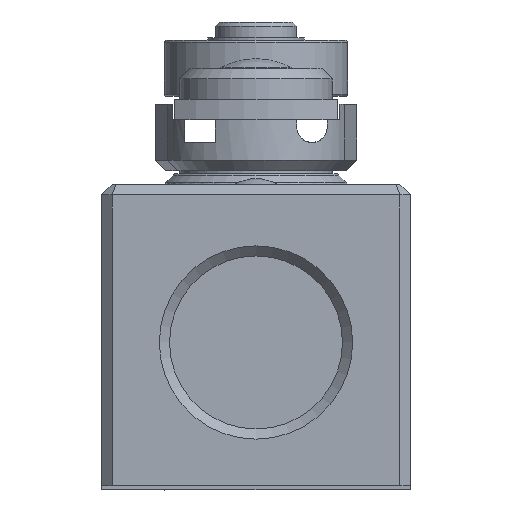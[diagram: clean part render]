
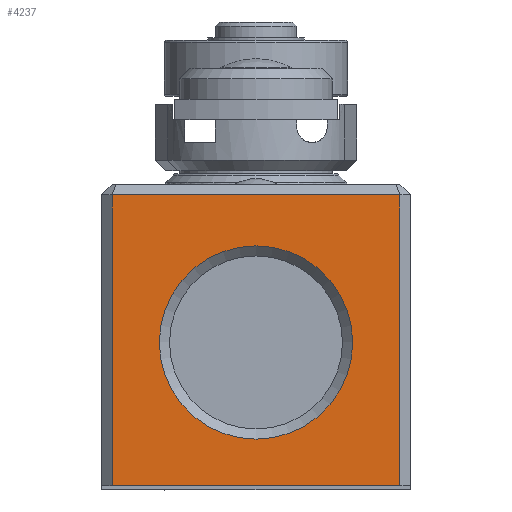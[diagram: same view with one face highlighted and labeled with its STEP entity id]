
A CAD part, front view. The second image highlights one B-rep face of the part: STEP entity #4237.
In plain terms, the highlighted face is planar.
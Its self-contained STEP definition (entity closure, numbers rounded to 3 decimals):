
#516=LINE('',#6975,#910);
#517=LINE('',#6977,#911);
#518=LINE('',#6979,#912);
#519=LINE('',#6980,#913);
#910=VECTOR('',#5735,1000.);
#911=VECTOR('',#5738,1000.);
#912=VECTOR('',#5739,1000.);
#913=VECTOR('',#5740,1000.);
#1877=ORIENTED_EDGE('',*,*,#2519,.T.);
#1878=ORIENTED_EDGE('',*,*,#2548,.T.);
#1879=ORIENTED_EDGE('',*,*,#2549,.T.);
#1880=ORIENTED_EDGE('',*,*,#2550,.F.);
#1881=ORIENTED_EDGE('',*,*,#2547,.F.);
#2519=EDGE_CURVE('',#2920,#2920,#3062,.T.);
#2547=EDGE_CURVE('',#2931,#2803,#516,.T.);
#2548=EDGE_CURVE('',#2931,#2932,#517,.T.);
#2549=EDGE_CURVE('',#2932,#2806,#518,.T.);
#2550=EDGE_CURVE('',#2803,#2806,#519,.T.);
#2803=VERTEX_POINT('',#6604);
#2806=VERTEX_POINT('',#6611);
#2920=VERTEX_POINT('',#6918);
#2931=VERTEX_POINT('',#6974);
#2932=VERTEX_POINT('',#6978);
#3062=CIRCLE('',#4612,9.5);
#3327=EDGE_LOOP('',(#1877));
#3328=EDGE_LOOP('',(#1878,#1879,#1880,#1881));
#3616=FACE_BOUND('',#3327,.T.);
#3617=FACE_BOUND('',#3328,.T.);
#3789=PLANE('',#4635);
#4237=ADVANCED_FACE('',(#3616,#3617),#3789,.T.);
#4612=AXIS2_PLACEMENT_3D('',#6917,#5666,#5667);
#4635=AXIS2_PLACEMENT_3D('',#6976,#5736,#5737);
#5666=DIRECTION('',(0.,0.,1.));
#5667=DIRECTION('',(1.,0.,0.));
#5735=DIRECTION('',(0.,-1.,0.));
#5736=DIRECTION('',(0.,0.,-1.));
#5737=DIRECTION('',(0.,-1.,0.));
#5738=DIRECTION('',(1.,0.,0.));
#5739=DIRECTION('',(0.,-1.,0.));
#5740=DIRECTION('',(1.,0.,0.));
#6604=CARTESIAN_POINT('',(-14.15,-29.,-53.5));
#6611=CARTESIAN_POINT('',(14.15,-29.,-53.5));
#6917=CARTESIAN_POINT('',(0.,-14.5,-53.5));
#6918=CARTESIAN_POINT('',(9.5,-14.5,-53.5));
#6974=CARTESIAN_POINT('',(-14.15,-0.4,-53.5));
#6975=CARTESIAN_POINT('',(-14.15,-0.4,-53.5));
#6976=CARTESIAN_POINT('',(14.15,0.,-53.5));
#6977=CARTESIAN_POINT('',(14.15,-0.4,-53.5));
#6978=CARTESIAN_POINT('',(14.15,-0.4,-53.5));
#6979=CARTESIAN_POINT('',(14.15,-0.4,-53.5));
#6980=CARTESIAN_POINT('',(-14.15,-29.,-53.5));
